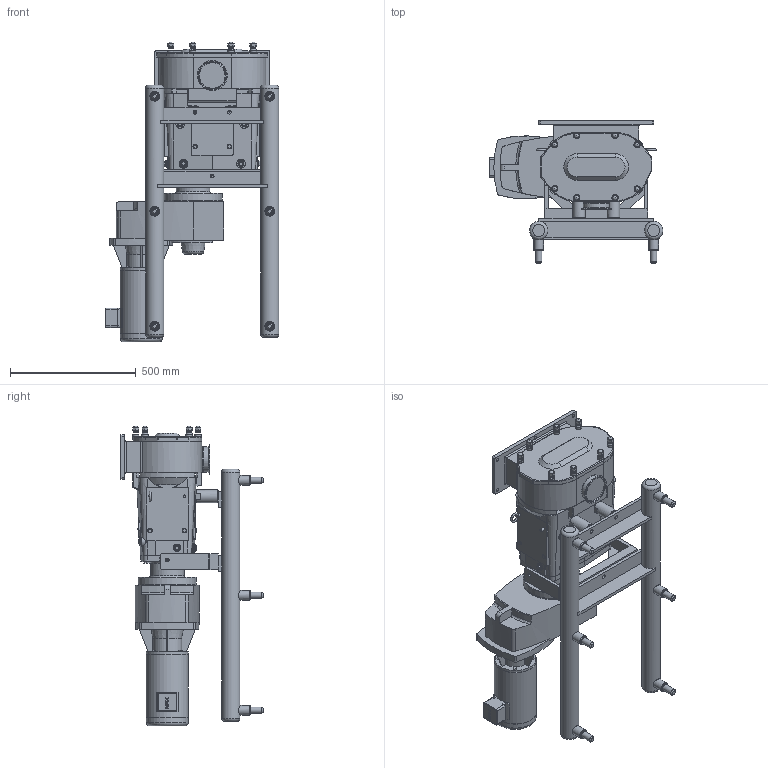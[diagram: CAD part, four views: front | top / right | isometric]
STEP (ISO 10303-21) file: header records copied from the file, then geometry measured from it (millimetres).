
FILE_DESCRIPTION(/* description */ (''),/* implementation_level */ '2;1');
FILE_NAME(/* name */ 'U3_184U3_145TC_(3.36 x 11.33)x3.0_S-Line_2HP_SIDE_SM.stp',/* time_stamp */ '2021-05-24T18:46:30+05:00',/* author */ ('trtmhr'),/* organization */ (''),/* preprocessor_version */ 'ST-DEVELOPER v18.1',/* originating_system */ 'Autodesk Inventor 2020',/* authorisation */ '');
FILE_SCHEMA (('AUTOMOTIVE_DESIGN { 1 0 10303 214 3 1 1 }'));
Length unit declared in the file: inch
Products named in the file (1): U3_184U3_145TC_(3.36 x 11.33)x3.0_S-Line_2HP_SIDE_SM
Bounding box: 691.08 x 565.16 x 1191.08 mm (x, y, z)
Volume: 84042411.5 mm3; surface area: 2803505.6 mm2
Topology: 6 solids, 6 shells, 1076 faces, 2935 edges, 1940 vertices
Faces by surface type: plane 551, cylinder 310, cone 73, torus 70, bspline 60, sphere 12
Full cylindrical faces by diameter (mm): 2.54 x2, 7.62 x1, 7.798 x1, 10.16 x2, 10.719 x5, 13.487 x6, 14.224 x2, 14.3 x3, 15.24 x1, 19.05 x8, 23.876 x3, 25.4 x19, 29.21 x2, 31.75 x3, 35.052 x6, 38.1 x6, 50.8 x2, 78.486 x1, 101.6 x1, 102.946 x1, 103.962 x1, 119.024 x1, 133.35 x1, 165.989 x1, 166.116 x1, 168.402 x1, 229.997 x1, 230.124 x1
Entity records: 36133 total; most frequent: CARTESIAN_POINT 8514, ORIENTED_EDGE 5836, DIRECTION 5777, EDGE_CURVE 2918, AXIS2_PLACEMENT_3D 2152, VERTEX_POINT 1940, LINE 1473, VECTOR 1473
